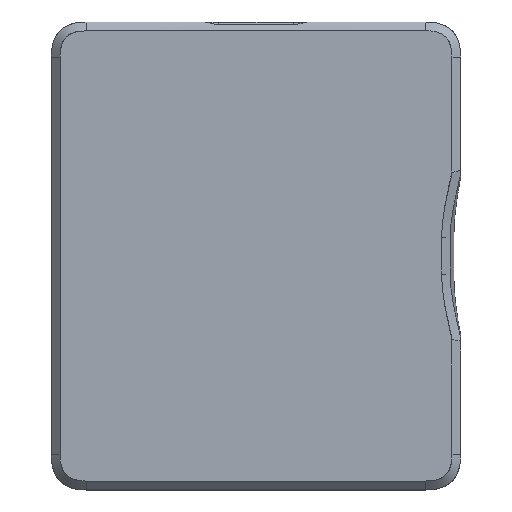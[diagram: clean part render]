
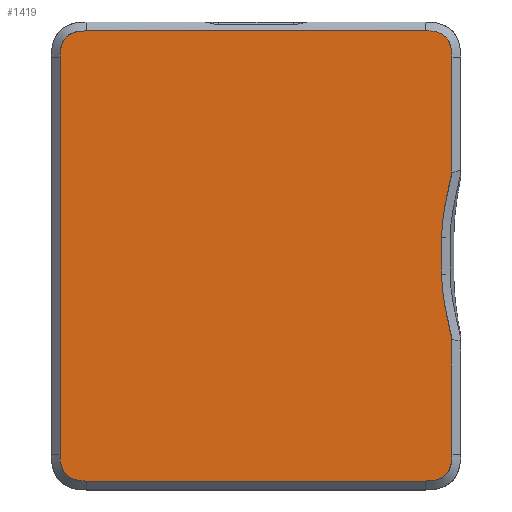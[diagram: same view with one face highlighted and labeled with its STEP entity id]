
A CAD part, top view. The second image highlights one B-rep face of the part: STEP entity #1419.
In plain terms, the highlighted planar face has unit normal (0, 0, 1).
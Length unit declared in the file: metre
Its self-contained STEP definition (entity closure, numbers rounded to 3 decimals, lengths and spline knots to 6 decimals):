
#48=PLANE('',#1531);
#131=B_SPLINE_CURVE_WITH_KNOTS('',3,(#2124,#2125,#2126,#2127,#2128,#2129,
#2130,#2131,#2132,#2133,#2134,#2135,#2136,#2137),.UNSPECIFIED.,.F.,.F.,
(4,1,1,1,1,1,1,1,1,1,1,4),(0.,0.25,0.375,0.4375,0.46875,0.5,0.53125,0.5625,
0.625,0.75,0.875,1.),.UNSPECIFIED.);
#132=B_SPLINE_CURVE_WITH_KNOTS('',3,(#2142,#2143,#2144,#2145),
 .UNSPECIFIED.,.F.,.F.,(4,4),(0.,1.),.UNSPECIFIED.);
#133=B_SPLINE_CURVE_WITH_KNOTS('',3,(#2149,#2150,#2151,#2152),
 .UNSPECIFIED.,.F.,.F.,(4,4),(0.,1.),.UNSPECIFIED.);
#134=B_SPLINE_CURVE_WITH_KNOTS('',3,(#2156,#2157,#2158,#2159),
 .UNSPECIFIED.,.F.,.F.,(4,4),(0.,1.),.UNSPECIFIED.);
#135=B_SPLINE_CURVE_WITH_KNOTS('',3,(#2163,#2164,#2165,#2166),
 .UNSPECIFIED.,.F.,.F.,(4,4),(0.,1.),.UNSPECIFIED.);
#136=B_SPLINE_CURVE_WITH_KNOTS('',3,(#2170,#2171,#2172,#2173,#2174,#2175,
#2176,#2177,#2178,#2179,#2180,#2181,#2182,#2183),.UNSPECIFIED.,.F.,.F.,
(4,1,1,1,1,1,1,1,1,1,1,4),(0.,0.125,0.25,0.375,0.4375,0.46875,0.5,0.53125,
0.5625,0.625,0.75,1.),.UNSPECIFIED.);
#264=ORIENTED_EDGE('',*,*,#686,.T.);
#265=ORIENTED_EDGE('',*,*,#687,.T.);
#266=ORIENTED_EDGE('',*,*,#688,.T.);
#267=ORIENTED_EDGE('',*,*,#689,.T.);
#268=ORIENTED_EDGE('',*,*,#690,.T.);
#269=ORIENTED_EDGE('',*,*,#691,.T.);
#270=ORIENTED_EDGE('',*,*,#692,.T.);
#271=ORIENTED_EDGE('',*,*,#693,.T.);
#272=ORIENTED_EDGE('',*,*,#694,.T.);
#273=ORIENTED_EDGE('',*,*,#695,.T.);
#274=ORIENTED_EDGE('',*,*,#696,.T.);
#275=ORIENTED_EDGE('',*,*,#697,.T.);
#686=EDGE_CURVE('',#893,#894,#131,.T.);
#687=EDGE_CURVE('',#894,#895,#1007,.T.);
#688=EDGE_CURVE('',#895,#896,#132,.T.);
#689=EDGE_CURVE('',#896,#897,#1008,.T.);
#690=EDGE_CURVE('',#897,#898,#133,.T.);
#691=EDGE_CURVE('',#898,#899,#1009,.T.);
#692=EDGE_CURVE('',#899,#900,#134,.T.);
#693=EDGE_CURVE('',#900,#901,#1010,.T.);
#694=EDGE_CURVE('',#901,#902,#135,.T.);
#695=EDGE_CURVE('',#902,#903,#1011,.T.);
#696=EDGE_CURVE('',#903,#904,#136,.T.);
#697=EDGE_CURVE('',#904,#893,#1012,.T.);
#893=VERTEX_POINT('',#2138);
#894=VERTEX_POINT('',#2139);
#895=VERTEX_POINT('',#2141);
#896=VERTEX_POINT('',#2146);
#897=VERTEX_POINT('',#2148);
#898=VERTEX_POINT('',#2153);
#899=VERTEX_POINT('',#2155);
#900=VERTEX_POINT('',#2160);
#901=VERTEX_POINT('',#2162);
#902=VERTEX_POINT('',#2167);
#903=VERTEX_POINT('',#2169);
#904=VERTEX_POINT('',#2184);
#1007=LINE('',#2140,#1123);
#1008=LINE('',#2147,#1124);
#1009=LINE('',#2154,#1125);
#1010=LINE('',#2161,#1126);
#1011=LINE('',#2168,#1127);
#1012=LINE('',#2185,#1128);
#1123=VECTOR('',#1702,1.);
#1124=VECTOR('',#1703,1.);
#1125=VECTOR('',#1704,1.);
#1126=VECTOR('',#1705,1.);
#1127=VECTOR('',#1706,1.);
#1128=VECTOR('',#1707,1.);
#1215=EDGE_LOOP('',(#264,#265,#266,#267,#268,#269,#270,#271,#272,#273,#274,
#275));
#1312=FACE_BOUND('',#1215,.T.);
#1419=ADVANCED_FACE('',(#1312),#48,.T.);
#1531=AXIS2_PLACEMENT_3D('',#2123,#1700,#1701);
#1700=DIRECTION('',(0.,0.,1.));
#1701=DIRECTION('',(1.,0.,0.));
#1702=DIRECTION('',(0.,1.,0.));
#1703=DIRECTION('',(-1.,0.,0.));
#1704=DIRECTION('',(0.,-1.,0.));
#1705=DIRECTION('',(1.,0.,0.));
#1706=DIRECTION('',(0.,1.,0.));
#1707=DIRECTION('',(0.,1.,0.));
#2123=CARTESIAN_POINT('',(0.,0.,0.0073));
#2124=CARTESIAN_POINT('',(0.015867,0.00155,0.0073));
#2125=CARTESIAN_POINT('',(0.015867,0.001943,0.0073));
#2126=CARTESIAN_POINT('',(0.015904,0.002588,0.0073));
#2127=CARTESIAN_POINT('',(0.01601,0.00343,0.0073));
#2128=CARTESIAN_POINT('',(0.016081,0.00388,0.0073));
#2129=CARTESIAN_POINT('',(0.016124,0.004134,0.0073));
#2130=CARTESIAN_POINT('',(0.016164,0.004358,0.0073));
#2131=CARTESIAN_POINT('',(0.016185,0.004471,0.0073));
#2132=CARTESIAN_POINT('',(0.016222,0.004669,0.0073));
#2133=CARTESIAN_POINT('',(0.016289,0.005011,0.0073));
#2134=CARTESIAN_POINT('',(0.016403,0.005556,0.0073));
#2135=CARTESIAN_POINT('',(0.016562,0.006279,0.0073));
#2136=CARTESIAN_POINT('',(0.016685,0.00681,0.0073));
#2137=CARTESIAN_POINT('',(0.01675,0.007087,0.0073));
#2138=CARTESIAN_POINT('',(0.015867,0.00155,0.0073));
#2139=CARTESIAN_POINT('',(0.01675,0.007087,0.0073));
#2140=CARTESIAN_POINT('',(0.016751,0.,0.0073));
#2141=CARTESIAN_POINT('',(0.01675,0.017,0.0073));
#2142=CARTESIAN_POINT('',(0.01675,0.017,0.0073));
#2143=CARTESIAN_POINT('',(0.01675,0.018586,0.0073));
#2144=CARTESIAN_POINT('',(0.016086,0.01925,0.0073));
#2145=CARTESIAN_POINT('',(0.0145,0.01925,0.0073));
#2146=CARTESIAN_POINT('',(0.0145,0.01925,0.0073));
#2147=CARTESIAN_POINT('',(0.,0.019251,0.0073));
#2148=CARTESIAN_POINT('',(-0.0145,0.01925,0.0073));
#2149=CARTESIAN_POINT('',(-0.0145,0.01925,0.0073));
#2150=CARTESIAN_POINT('',(-0.016086,0.01925,0.0073));
#2151=CARTESIAN_POINT('',(-0.01675,0.018586,0.0073));
#2152=CARTESIAN_POINT('',(-0.01675,0.017,0.0073));
#2153=CARTESIAN_POINT('',(-0.01675,0.017,0.0073));
#2154=CARTESIAN_POINT('',(-0.016751,0.,0.0073));
#2155=CARTESIAN_POINT('',(-0.01675,-0.017,0.0073));
#2156=CARTESIAN_POINT('',(-0.01675,-0.017,0.0073));
#2157=CARTESIAN_POINT('',(-0.01675,-0.018586,0.0073));
#2158=CARTESIAN_POINT('',(-0.016086,-0.01925,0.0073));
#2159=CARTESIAN_POINT('',(-0.0145,-0.01925,0.0073));
#2160=CARTESIAN_POINT('',(-0.0145,-0.01925,0.0073));
#2161=CARTESIAN_POINT('',(0.,-0.019251,0.0073));
#2162=CARTESIAN_POINT('',(0.0145,-0.01925,0.0073));
#2163=CARTESIAN_POINT('',(0.0145,-0.01925,0.0073));
#2164=CARTESIAN_POINT('',(0.016086,-0.01925,0.0073));
#2165=CARTESIAN_POINT('',(0.01675,-0.018586,0.0073));
#2166=CARTESIAN_POINT('',(0.01675,-0.017,0.0073));
#2167=CARTESIAN_POINT('',(0.01675,-0.017,0.0073));
#2168=CARTESIAN_POINT('',(0.016751,0.,0.0073));
#2169=CARTESIAN_POINT('',(0.01675,-0.007087,0.0073));
#2170=CARTESIAN_POINT('',(0.01675,-0.007087,0.0073));
#2171=CARTESIAN_POINT('',(0.016685,-0.00681,0.0073));
#2172=CARTESIAN_POINT('',(0.016562,-0.006279,0.0073));
#2173=CARTESIAN_POINT('',(0.016403,-0.005557,0.0073));
#2174=CARTESIAN_POINT('',(0.016289,-0.005012,0.0073));
#2175=CARTESIAN_POINT('',(0.016222,-0.004669,0.0073));
#2176=CARTESIAN_POINT('',(0.016185,-0.004471,0.0073));
#2177=CARTESIAN_POINT('',(0.016164,-0.004358,0.0073));
#2178=CARTESIAN_POINT('',(0.016124,-0.004134,0.0073));
#2179=CARTESIAN_POINT('',(0.016081,-0.003881,0.0073));
#2180=CARTESIAN_POINT('',(0.01601,-0.00343,0.0073));
#2181=CARTESIAN_POINT('',(0.015904,-0.002588,0.0073));
#2182=CARTESIAN_POINT('',(0.015867,-0.001943,0.0073));
#2183=CARTESIAN_POINT('',(0.015867,-0.00155,0.0073));
#2184=CARTESIAN_POINT('',(0.015867,-0.00155,0.0073));
#2185=CARTESIAN_POINT('',(0.015868,0.,0.0073));
